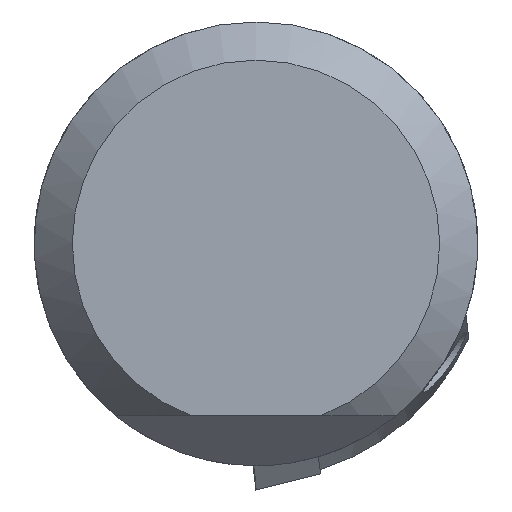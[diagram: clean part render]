
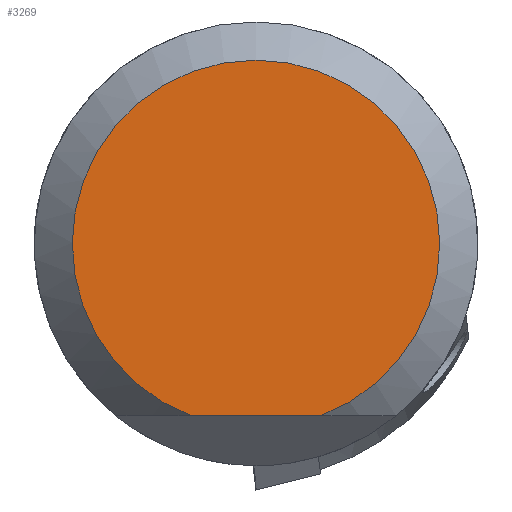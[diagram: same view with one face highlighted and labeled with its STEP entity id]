
A CAD part, left-side view. The second image highlights one B-rep face of the part: STEP entity #3269.
In plain terms, the highlighted planar face has unit normal (-1, 0, 0).
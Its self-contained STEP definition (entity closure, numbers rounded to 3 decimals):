
#51 = CIRCLE ( 'NONE', #2463, 6.625 ) ;
#137 = EDGE_CURVE ( 'NONE', #1360, #2471, #51, .T. ) ;
#202 = DIRECTION ( 'NONE',  ( 0., 0., 1. ) ) ;
#313 = EDGE_LOOP ( 'NONE', ( #2574, #471 ) ) ;
#471 = ORIENTED_EDGE ( 'NONE', *, *, #4040, .F. ) ;
#630 = PLANE ( 'NONE',  #2206 ) ;
#1005 = DIRECTION ( 'NONE',  ( 1., 0., 0. ) ) ;
#1029 = CARTESIAN_POINT ( 'NONE',  ( 0., 0., 0. ) ) ;
#1270 = CARTESIAN_POINT ( 'NONE',  ( 0., -2.335, -6.2 ) ) ;
#1360 = VERTEX_POINT ( 'NONE', #1270 ) ;
#1497 = CARTESIAN_POINT ( 'NONE',  ( 0., 0., 0. ) ) ;
#1716 = FACE_OUTER_BOUND ( 'NONE', #313, .T. ) ;
#2206 = AXIS2_PLACEMENT_3D ( 'NONE', #1029, #1005, #3264 ) ;
#2305 = LINE ( 'NONE', #3951, #3871 ) ;
#2314 = CARTESIAN_POINT ( 'NONE',  ( 0., 2.335, -6.2 ) ) ;
#2463 = AXIS2_PLACEMENT_3D ( 'NONE', #1497, #3808, #202 ) ;
#2471 = VERTEX_POINT ( 'NONE', #2314 ) ;
#2574 = ORIENTED_EDGE ( 'NONE', *, *, #137, .T. ) ;
#3264 = DIRECTION ( 'NONE',  ( 0., 0., -1. ) ) ;
#3269 = ADVANCED_FACE ( 'NONE', ( #1716 ), #630, .F. ) ;
#3623 = DIRECTION ( 'NONE',  ( 0., 1., 0. ) ) ;
#3808 = DIRECTION ( 'NONE',  ( -1., 0., 0. ) ) ;
#3871 = VECTOR ( 'NONE', #3623, 1000. ) ;
#3951 = CARTESIAN_POINT ( 'NONE',  ( 0., -9.025, -6.2 ) ) ;
#4040 = EDGE_CURVE ( 'NONE', #1360, #2471, #2305, .T. ) ;
